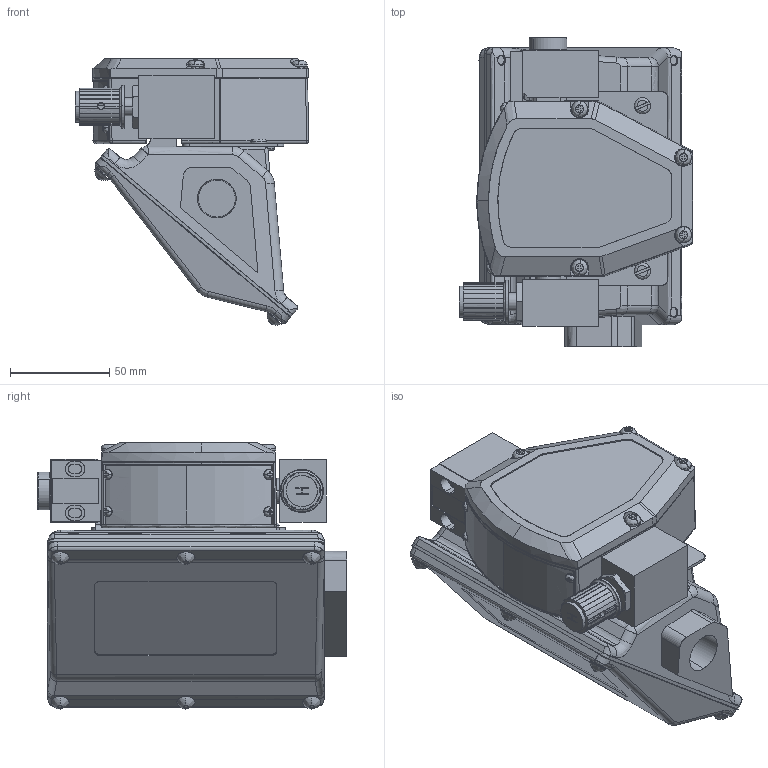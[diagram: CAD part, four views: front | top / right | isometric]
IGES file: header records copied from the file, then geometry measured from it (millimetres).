
Start section: SolidWorks IGES file using analytic representation for surfaces
Global section: file name: 3750C-A-1-D-B-A-0.IGS; native system: SolidWorks 2019; preprocessor: SolidWorks 2019; author: SPierson; date: 200513.095339; units: inch
Bounding box: 117.68 x 155.97 x 134.28 mm (x, y, z)
Surface area: 225977.5 mm2 (no closed solid volume)
Topology: 0 solids, 0 shells, 1408 faces, 17083 edges, 17039 vertices
Faces by surface type: bspline 802, revolution 606
